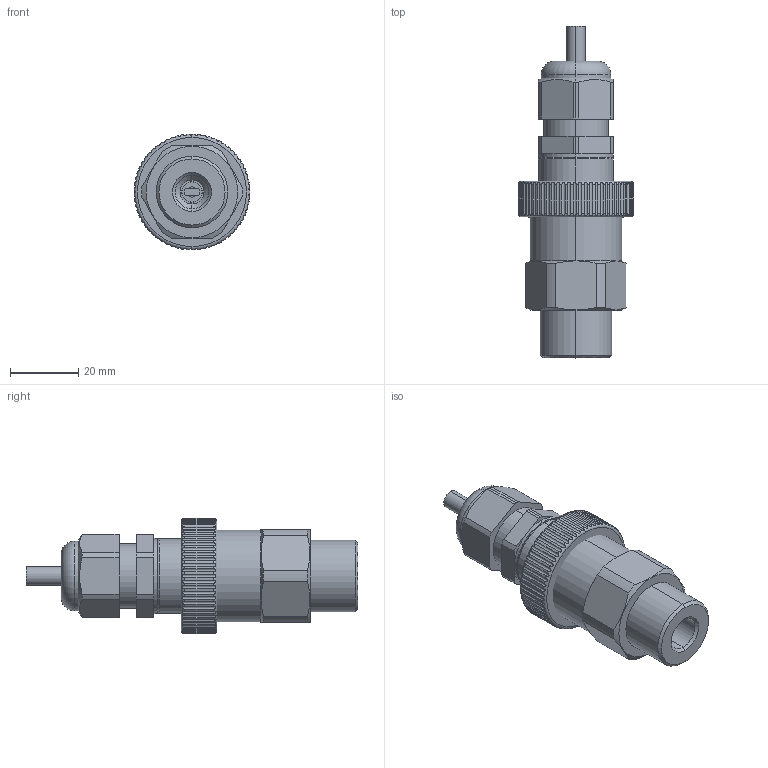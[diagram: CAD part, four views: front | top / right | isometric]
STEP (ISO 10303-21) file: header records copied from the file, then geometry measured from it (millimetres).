
FILE_DESCRIPTION (( 'STEP AP214' ), '1' );
FILE_NAME ('847X.XX.XX.24.22_68.STEP', '2017-06-26T12:14:22', ( 'upgadmin' ), ( 'Hewlett-Packard Company' ), 'SwSTEP 2.0', 'SolidWorks 2016', '' );
FILE_SCHEMA (( 'AUTOMOTIVE_DESIGN' ));
Length unit declared in the file: millimetre
Products named in the file (9): ﾜ-Mutter; B65016; C26012_defeatured; 847X.XX.XX.24.22_68; KabelBG; ﾜ-Mutter_E01220
Assembly tree (4 placements, depth 2):
  ﾜ-Mutter
  B65016
  C26012_defeatured
  847X.XX.XX.24.22_68
    C26012_defeatured
    B65016
    ﾜ-Mutter_E01220
    KabelBG
  KabelBG
Bounding box: 33.99 x 97.35 x 34 mm (x, y, z)
Volume: 44378.2 mm3; surface area: 13115.8 mm2
Topology: 4 solids, 4 shells, 309 faces, 843 edges, 549 vertices
Faces by surface type: cylinder 215, plane 54, cone 28, torus 12
Entity records: 12167 total; most frequent: CARTESIAN_POINT 4227, ORIENTED_EDGE 1682, DIRECTION 1567, EDGE_CURVE 841, AXIS2_PLACEMENT_3D 629, VERTEX_POINT 549, EDGE_LOOP 324, CIRCLE 312
